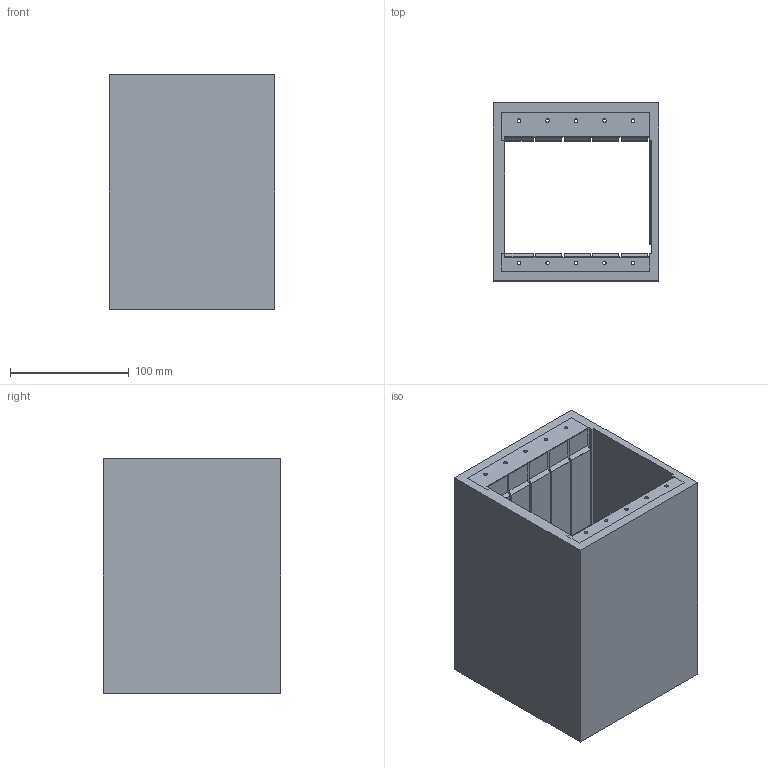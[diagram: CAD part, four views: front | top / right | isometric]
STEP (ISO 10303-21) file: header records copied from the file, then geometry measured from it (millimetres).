
FILE_DESCRIPTION(('FreeCAD Model'),'2;1');
FILE_NAME('Open CASCADE Shape Model','2024-09-08T19:32:20',('Author'),( ''),'Open CASCADE STEP processor 7.8','FreeCAD','Unknown');
FILE_SCHEMA(('AUTOMOTIVE_DESIGN { 1 0 10303 214 1 1 1 1 }'));
Length unit declared in the file: millimetre
Products named in the file (1): Chamfer002
Bounding box: 140 x 150 x 198 mm (x, y, z)
Volume: 1314306.3 mm3; surface area: 243796.9 mm2
Topology: 1 solids, 1 shells, 146 faces, 380 edges, 244 vertices
Faces by surface type: plane 120, cylinder 18, bspline 8
Full cylindrical faces by diameter (mm): 3 x18
Entity records: 5114 total; most frequent: CARTESIAN_POINT 1483, ORIENTED_EDGE 760, DIRECTION 686, EDGE_CURVE 380, LINE 336, VECTOR 336, VERTEX_POINT 244, FACE_BOUND 176
